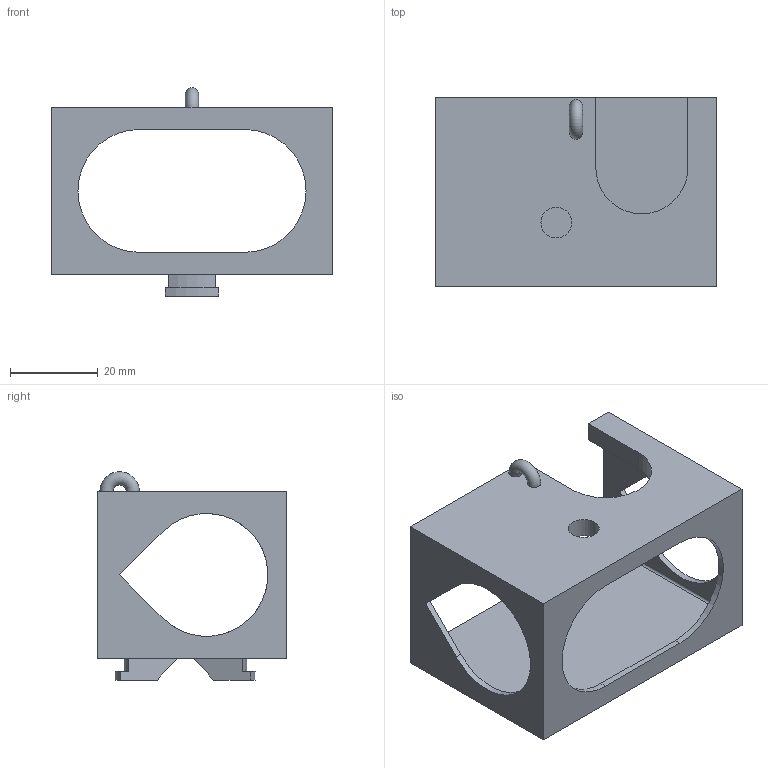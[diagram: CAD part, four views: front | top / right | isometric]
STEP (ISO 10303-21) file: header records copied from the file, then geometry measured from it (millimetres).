
FILE_DESCRIPTION(('FreeCAD Model'),'2;1');
FILE_NAME('goproFrame.STEP','2017-02-23T16:40:14',('Author'),(''), 'Open CASCADE STEP processor 6.8','FreeCAD','Unknown');
FILE_SCHEMA(('AUTOMOTIVE_DESIGN_CC2 { 1 2 10303 214 -1 1 5 4 }'));
Length unit declared in the file: millimetre
Products named in the file (2): ASSEMBLY; goproFrame
Assembly tree (1 placements, depth 2):
  ASSEMBLY
    goproFrame
Bounding box: 64 x 43 x 47.5 mm (x, y, z)
Volume: 20591.1 mm3; surface area: 16183.4 mm2
Topology: 1 solids, 1 shells, 55 faces, 148 edges, 95 vertices
Faces by surface type: plane 28, cylinder 20, sphere 4, cone 2, torus 1
Full cylindrical faces by diameter (mm): 7 x1
Entity records: 4431 total; most frequent: CARTESIAN_POINT 1112, DIRECTION 530, LINE 304, VECTOR 304, ORIENTED_EDGE 296, PCURVE 296, DEFINITIONAL_REPRESENTATION 296, EDGE_CURVE 148
